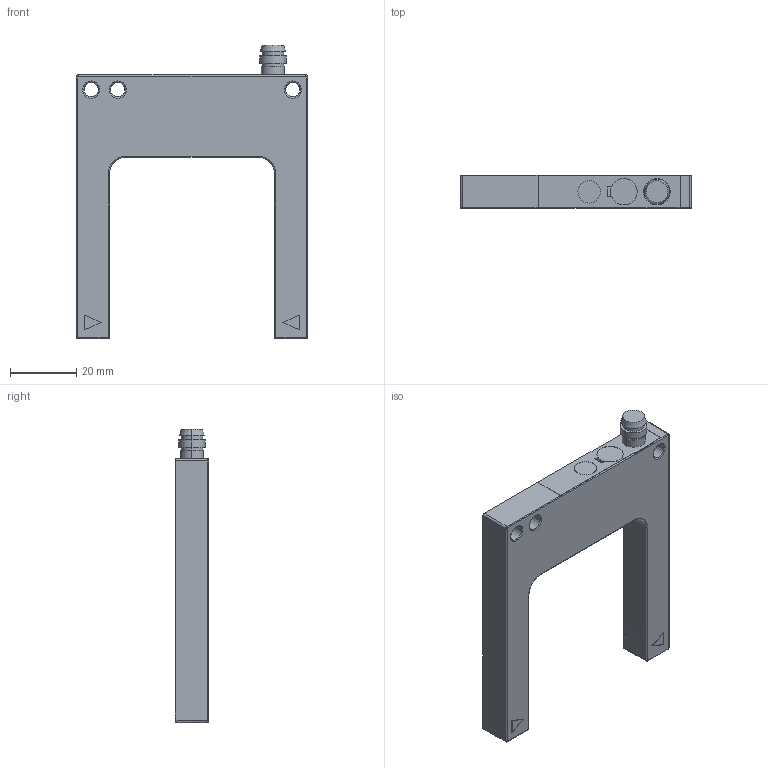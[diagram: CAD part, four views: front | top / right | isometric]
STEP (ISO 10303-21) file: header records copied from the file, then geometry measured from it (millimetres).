
FILE_DESCRIPTION((''),'2;1');
FILE_NAME('DB008857_2D_BASIS_GL50_CAD2463','2016-11-08T',('pfolte'),(''),'PRO/ENGINEER BY PARAMETRIC TECHNOLOGY CORPORATION, 2015440','PRO/ENGINEER BY PARAMETRIC TECHNOLOGY CORPORATION, 2015440','');
FILE_SCHEMA(('CONFIG_CONTROL_DESIGN'));
Length unit declared in the file: millimetre
Products named in the file (1): DB008857_2D_BASIS_GL50_CAD2463
Bounding box: 70 x 10 x 89 mm (x, y, z)
Volume: 28311.4 mm3; surface area: 10265.4 mm2
Topology: 1 solids, 1 shells, 107 faces, 248 edges, 154 vertices
Faces by surface type: plane 47, cylinder 30, torus 14, cone 10, bspline 6
Entity records: 4725 total; most frequent: CARTESIAN_POINT 962, DIRECTION 514, ORIENTED_EDGE 496, EDGE_CURVE 248, FILL_AREA_STYLE_COLOUR 204, FILL_AREA_STYLE 204, SURFACE_STYLE_FILL_AREA 204, SURFACE_SIDE_STYLE 204
